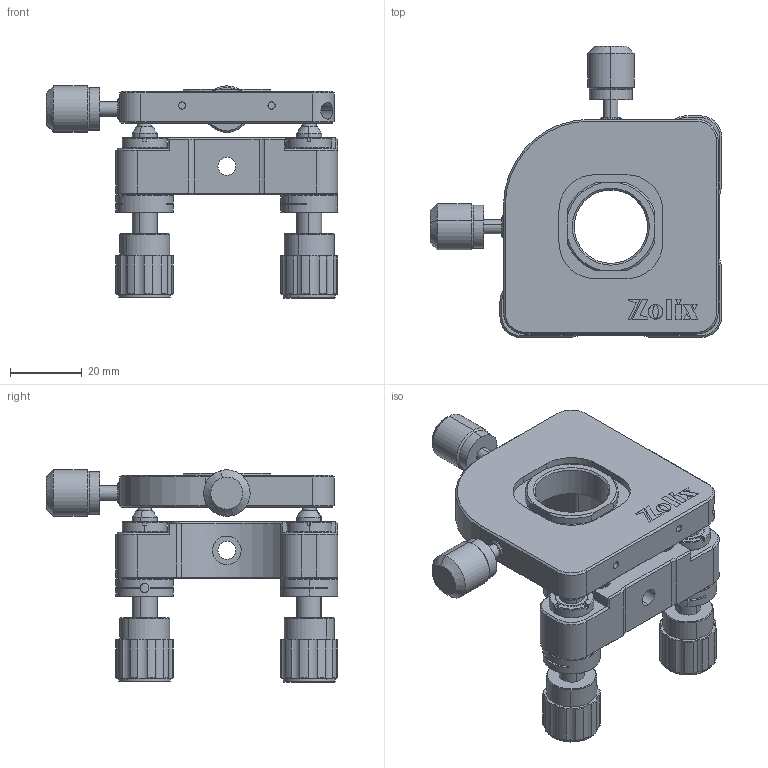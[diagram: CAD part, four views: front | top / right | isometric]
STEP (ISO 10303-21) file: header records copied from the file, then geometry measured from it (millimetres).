
FILE_DESCRIPTION (( 'STEP AP203' ), '1' );
FILE_NAME ('OM5A-LBE22.step', '2019-05-09T09:01:23', ( '' ), ( '' ), 'SwSTEP 2.0', 'SolidWorks 2016', '' );
FILE_SCHEMA (( 'CONFIG_CONTROL_DESIGN' ));
Length unit declared in the file: millimetre
Products named in the file (1): OM5A-LBE22
Bounding box: 81.48 x 81.48 x 59.35 mm (x, y, z)
Surface area: 31893.9 mm2 (no closed solid volume)
Topology: 0 solids, 49 shells, 649 faces, 2192 edges, 1573 vertices
Faces by surface type: cylinder 230, plane 220, cone 189, sphere 10
Entity records: 24851 total; most frequent: CARTESIAN_POINT 5670, DIRECTION 4106, ORIENTED_EDGE 3634, EDGE_CURVE 2180, VERTEX_POINT 1567, AXIS2_PLACEMENT_3D 1487, VECTOR 1132, LINE 1132
